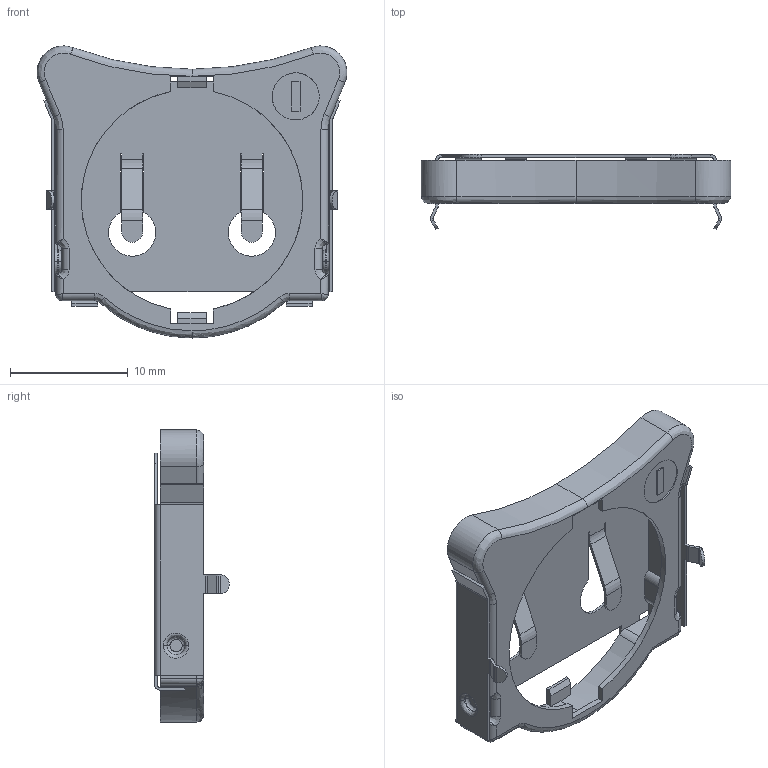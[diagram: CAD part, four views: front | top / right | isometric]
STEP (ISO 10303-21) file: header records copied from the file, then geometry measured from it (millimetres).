
FILE_DESCRIPTION (( 'STEP AP214' ), '1' );
FILE_NAME ('BHX1-2032-PC.STEP', '2020-06-10T15:15:27', ( '' ), ( '' ), 'SwSTEP 2.0', 'SolidWorks 2017', '' );
FILE_SCHEMA (( 'AUTOMOTIVE_DESIGN' ));
Length unit declared in the file: millimetre
Products named in the file (1): BHX1-2032-PC
Bounding box: 26.29 x 6.35 x 24.8 mm (x, y, z)
Volume: 389.7 mm3; surface area: 2277.9 mm2
Topology: 2 solids, 2 shells, 285 faces, 744 edges, 464 vertices
Faces by surface type: plane 120, cylinder 111, bspline 54
Entity records: 10571 total; most frequent: CARTESIAN_POINT 3892, ORIENTED_EDGE 1476, DIRECTION 1273, EDGE_CURVE 738, VERTEX_POINT 464, VECTOR 425, LINE 425, AXIS2_PLACEMENT_3D 424
